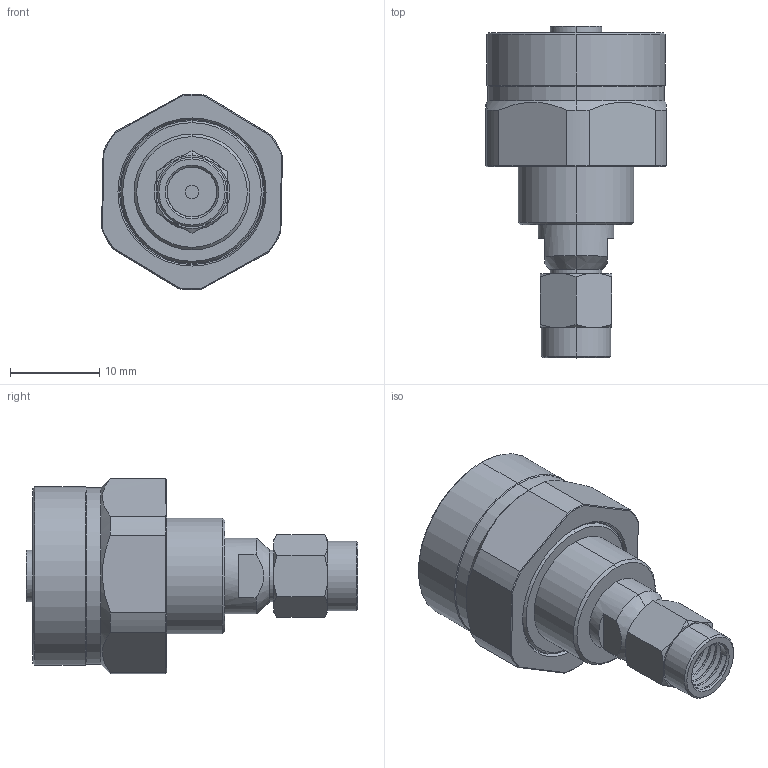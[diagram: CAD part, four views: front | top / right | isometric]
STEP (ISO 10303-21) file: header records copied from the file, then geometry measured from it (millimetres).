
FILE_DESCRIPTION (( 'STEP AP214' ), '1' );
FILE_NAME ('SM9973_3D.STEP', '2021-08-18T18:44:23', ( '' ), ( '' ), 'SwSTEP 2.0', 'SolidWorks 2021', '' );
FILE_SCHEMA (( 'AUTOMOTIVE_DESIGN' ));
Length unit declared in the file: millimetre
Products named in the file (1): SM9973_3D
Bounding box: 20.28 x 37.2 x 21.9 mm (x, y, z)
Volume: 5109 mm3; surface area: 3722.5 mm2
Topology: 1 solids, 2 shells, 160 faces, 384 edges, 244 vertices
Faces by surface type: cylinder 61, plane 46, cone 45, bspline 8
Entity records: 7667 total; most frequent: CARTESIAN_POINT 4088, ORIENTED_EDGE 768, DIRECTION 714, EDGE_CURVE 384, AXIS2_PLACEMENT_3D 288, VERTEX_POINT 244, EDGE_LOOP 176, ADVANCED_FACE 160
